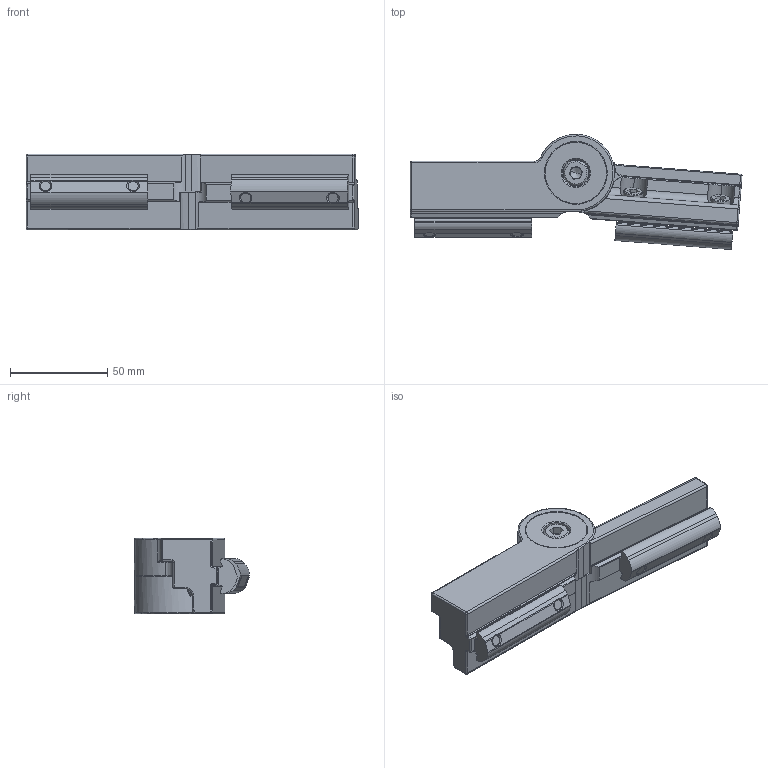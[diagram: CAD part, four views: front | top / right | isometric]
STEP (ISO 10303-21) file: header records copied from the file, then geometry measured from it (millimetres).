
FILE_DESCRIPTION (( 'STEP AP214' ), '1' );
FILE_NAME ('40mm Adj Angle Bracket, Offset Profile Mt Kit(40CAB-0411-002-01).STEP', '2023-09-01T13:38:59', ( '' ), ( '' ), 'SwSTEP 2.0', 'SolidWorks 2020', '' );
FILE_SCHEMA (( 'AUTOMOTIVE_DESIGN' ));
Length unit declared in the file: millimetre
Products named in the file (3): 40mm Adjustable Angle Bracket - Offset Profile Mount Male_Standard; 40mm Adjustable Angle Bracket - Offset Profile Mount Female_Standard; 40mm Adj Angle Bracket, Offset Profile Mt Kit(40CAB-0411-002-01)
Assembly tree (2 placements, depth 2):
  40mm Adj Angle Bracket, Offset Profile Mt Kit(40CAB-0411-002-01)
    40mm Adjustable Angle Bracket - Offset Profile Mount Male_Standard
    40mm Adjustable Angle Bracket - Offset Profile Mount Female_Standard
Bounding box: 170.55 x 59.14 x 39 mm (x, y, z)
Volume: 163461.3 mm3; surface area: 50947.3 mm2
Topology: 11 solids, 11 shells, 510 faces, 1209 edges, 717 vertices
Faces by surface type: cylinder 191, plane 140, cone 79, torus 58, bspline 40, sphere 2
Entity records: 16885 total; most frequent: CARTESIAN_POINT 5301, ORIENTED_EDGE 2386, DIRECTION 2366, EDGE_CURVE 1193, AXIS2_PLACEMENT_3D 926, VERTEX_POINT 717, EDGE_LOOP 544, LINE 514
